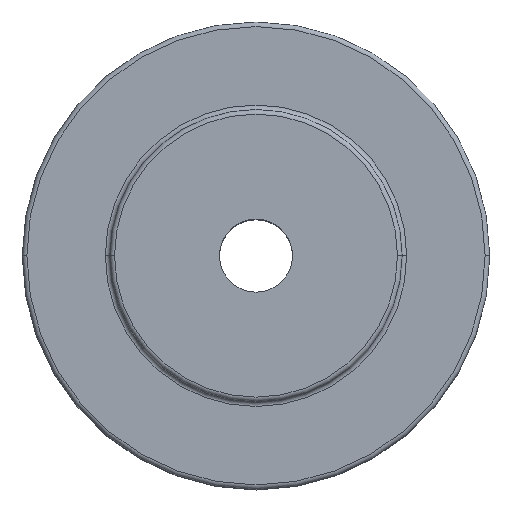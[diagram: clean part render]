
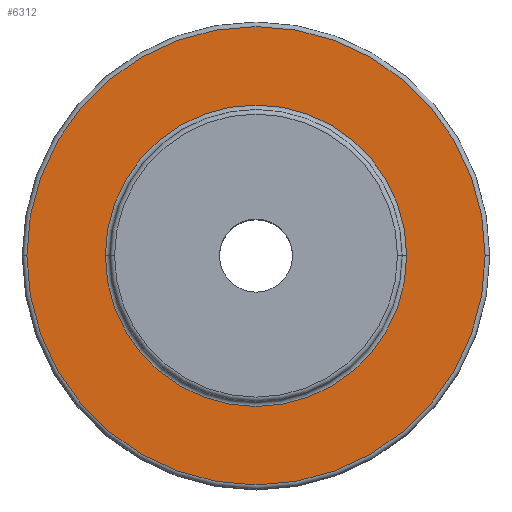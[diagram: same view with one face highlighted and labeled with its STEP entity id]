
A CAD part, top view. The second image highlights one B-rep face of the part: STEP entity #6312.
In plain terms, the highlighted planar face has unit normal (0, 0, 1).
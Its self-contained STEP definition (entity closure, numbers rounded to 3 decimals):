
#1861=CARTESIAN_POINT('',(0.,0.,19.8));
#1862=DIRECTION('',(0.,0.,-1.));
#1863=DIRECTION('',(-1.,0.,0.));
#1864=AXIS2_PLACEMENT_3D('',#1861,#1862,#1863);
#1866=CARTESIAN_POINT('',(0.,0.,19.8));
#1867=DIRECTION('',(0.,0.,-1.));
#1868=DIRECTION('',(1.,0.,0.));
#1869=AXIS2_PLACEMENT_3D('',#1866,#1867,#1868);
#1871=CARTESIAN_POINT('',(0.,0.,19.8));
#1872=DIRECTION('',(0.,0.,1.));
#1873=DIRECTION('',(-1.,0.,0.));
#1874=AXIS2_PLACEMENT_3D('',#1871,#1872,#1873);
#1876=CARTESIAN_POINT('',(0.,0.,19.8));
#1877=DIRECTION('',(0.,0.,1.));
#1878=DIRECTION('',(1.,0.,0.));
#1879=AXIS2_PLACEMENT_3D('',#1876,#1877,#1878);
#4060=CARTESIAN_POINT('',(-49.8,0.,19.8));
#4061=CARTESIAN_POINT('',(49.8,0.,19.8));
#4062=VERTEX_POINT('',#4060);
#4063=VERTEX_POINT('',#4061);
#4064=CARTESIAN_POINT('',(-32.75,0.,19.8));
#4065=CARTESIAN_POINT('',(32.75,0.,19.8));
#4066=VERTEX_POINT('',#4064);
#4067=VERTEX_POINT('',#4065);
#6297=CARTESIAN_POINT('',(0.,0.,19.8));
#6298=DIRECTION('',(0.,0.,1.));
#6299=DIRECTION('',(1.,0.,0.));
#6300=AXIS2_PLACEMENT_3D('',#6297,#6298,#6299);
#6301=PLANE('',#6300);
#6302=ORIENTED_EDGE('',*,*,#6276,.T.);
#6303=ORIENTED_EDGE('',*,*,#6289,.T.);
#6304=EDGE_LOOP('',(#6302,#6303));
#6305=FACE_OUTER_BOUND('',#6304,.F.);
#6307=ORIENTED_EDGE('',*,*,#6306,.T.);
#6309=ORIENTED_EDGE('',*,*,#6308,.T.);
#6310=EDGE_LOOP('',(#6307,#6309));
#6311=FACE_BOUND('',#6310,.F.);
#6312=ADVANCED_FACE('',(#6305,#6311),#6301,.T.);
#1865=CIRCLE('',#1864,49.8);
#1870=CIRCLE('',#1869,49.8);
#1875=CIRCLE('',#1874,32.75);
#1880=CIRCLE('',#1879,32.75);
#6276=EDGE_CURVE('',#4062,#4063,#1865,.T.);
#6289=EDGE_CURVE('',#4063,#4062,#1870,.T.);
#6306=EDGE_CURVE('',#4066,#4067,#1875,.T.);
#6308=EDGE_CURVE('',#4067,#4066,#1880,.T.);
